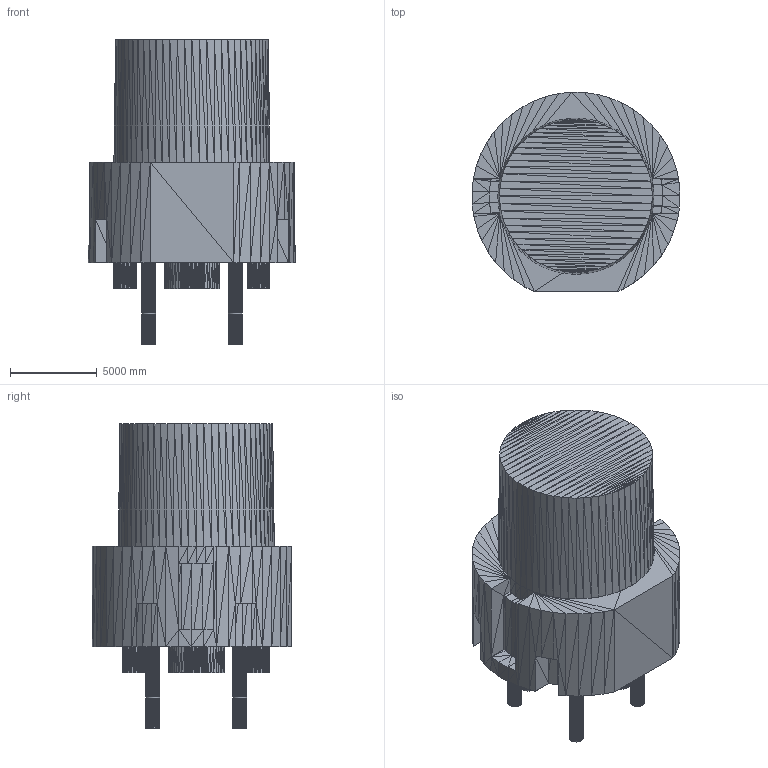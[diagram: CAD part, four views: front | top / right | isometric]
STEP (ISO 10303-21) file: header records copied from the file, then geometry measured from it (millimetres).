
FILE_DESCRIPTION(('FreeCAD Model'),'2;1');
FILE_NAME('ks-01q.step', '2017-09-16T16:05:55',('Author'),(''), 'Open CASCADE STEP processor 6.8','FreeCAD','Unknown');
FILE_SCHEMA(('AUTOMOTIVE_DESIGN_CC2 { 1 2 10303 214 -1 1 5 4 }'));
Length unit declared in the file: millimetre
Products named in the file (1): KS_01Q001
Bounding box: 11991.89 x 11494.82 x 17550 mm (x, y, z)
Surface area: 1316273814.3 mm2 (no closed solid volume)
Topology: 0 solids, 11 shells, 2754 faces, 4144 edges, 1346 vertices
Faces by surface type: plane 2754
Entity records: 53871 total; most frequent: DIRECTION 9654, ORIENTED_EDGE 8288, CARTESIAN_POINT 8245, EDGE_CURVE 4144, LINE 4144, VECTOR 4144, AXIS2_PLACEMENT_3D 2755, ADVANCED_FACE 2754
